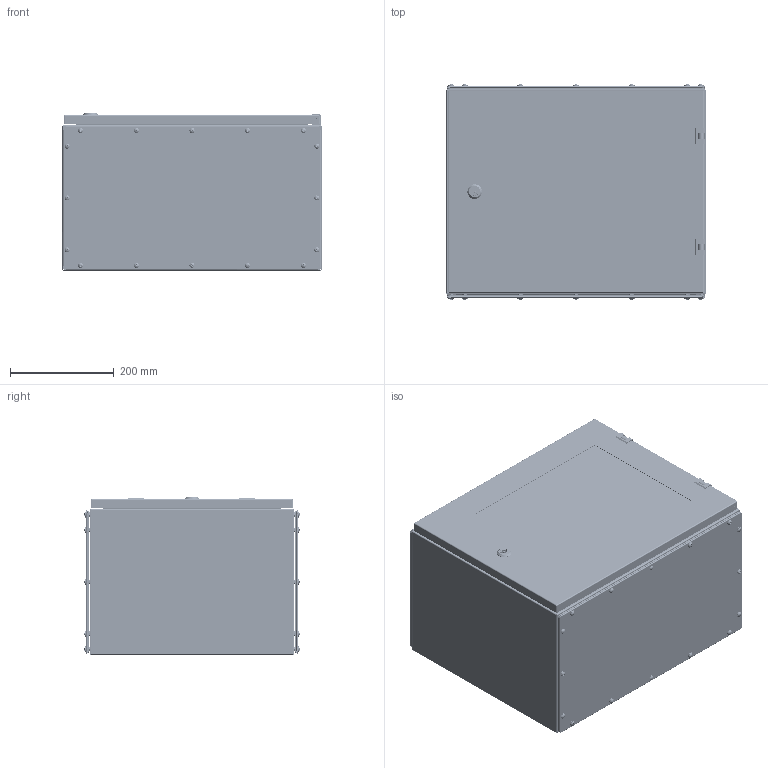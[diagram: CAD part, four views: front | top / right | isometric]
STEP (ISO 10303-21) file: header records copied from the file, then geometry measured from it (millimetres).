
FILE_DESCRIPTION (( 'STEP AP214' ), '1' );
FILE_NAME ('12.050.040.30.STEP', '2024-06-13T03:30:50', ( '' ), ( '' ), 'SwSTEP 2.0', 'SolidWorks 2021', '' );
FILE_SCHEMA (( 'AUTOMOTIVE_DESIGN' ));
Length unit declared in the file: millimetre
Products named in the file (29): Øïèëüêà ïðèâàðíàÿ Ì6õ15; Êîðïóñ øêàôà W500H400D300; ﾇ瑟鶴 ﾀﾑ ms1000-3M.stp; Ãàéêà M6 DIN6923.step; Êàðêàñ øêàôà W500H400D300; ﾄ粢鮱 W500H400; Ïåðåìû÷êà êàðêàñà W500; 砑鳧罻 W500; Ñòåêëÿííàÿ äâåðü ÑÁ W500H400; Ãàñêåòèíã W500H400; 嵑謺麃 檐; 8SJ_MS705_0510.stp; Âèíò DIN 967 Ì5õ16 ñ ïîëóêðóãëîé ãîëîâêîé ñ êðåñòîîáðàçíûì øëèöåì; 8SJ_MS705-1_0040.stp; Áîëò Ì6õ10 ñ øåñòèãðàííîé ãîëîâêîé ñ ïðåññøàéáîé; 417.540; Çàêëåïêà ðåçüáîâàÿ Ì5 øåñòèãðàííàÿ ñ óìåíüøåííûì áîðòîì; Çàêëåïêà ðåçüáîâàÿ Ì8 øåñòèãðàííàÿ ñ óìåíüøåííûì áîðòîì; Øïèëüêà ïðèâàðíàÿ Ì6õ20; 12.050.040.30; Øïèëüêà ïðèâàðíàÿ Ì6õ10; 8SJ_S1B_0001.stp; 砑鳧罻 H400; 8SJ_MS705_0760.stp; Ïðîêëàäêà êðûøêè W500D300; SW6X8.stp; 8SJ_MS705_0010.stp; 栺樏鋋 W500H400; 署赅 W500D300
Assembly tree (132 placements, depth 4):
  12.050.040.30
    Êàðêàñ øêàôà W500H400D300
      Êîðïóñ øêàôà W500H400D300
      Ïåðåìû÷êà êàðêàñà W500  x2
      Øïèëüêà ïðèâàðíàÿ Ì6õ15  x8
      Øïèëüêà ïðèâàðíàÿ Ì6õ20  x4
    署赅 W500D300  x2
    Ïðîêëàäêà êðûøêè W500D300  x2
    Ñòåêëÿííàÿ äâåðü ÑÁ W500H400
      ﾄ粢鮱 W500H400
      Ãàñêåòèíã W500H400
      ﾇ瑟鶴 ﾀﾑ ms1000-3M.stp
        8SJ_MS705_0010.stp
        8SJ_MS705_0510.stp
        8SJ_MS705_0760.stp
        8SJ_S1B_0001.stp
        8SJ_MS705-1_0040.stp
        SW6X8.stp
      Øïèëüêà ïðèâàðíàÿ Ì6õ10  x10
      栺樏鋋 W500H400
      Ãàéêà M6 DIN6923.step  x10
      砑鳧罻 H400  x2
      砑鳧罻 W500  x2
    嵑謺麃 檐  x2
    Áîëò Ì6õ10 ñ øåñòèãðàííîé ãîëîâêîé ñ ïðåññøàéáîé  x2
    Çàêëåïêà ðåçüáîâàÿ Ì5 øåñòèãðàííàÿ ñ óìåíüøåííûì áîðòîì  x32
    Âèíò DIN 967 Ì5õ16 ñ ïîëóêðóãëîé ãîëîâêîé ñ êðåñòîîáðàçíûì øëèöåì  x32
    Çàêëåïêà ðåçüáîâàÿ Ì8 øåñòèãðàííàÿ ñ óìåíüøåííûì áîðòîì  x4
    417.540
    Ãàéêà M6 DIN6923.step  x4
Bounding box: 500 x 415.17 x 304.65 mm (x, y, z)
Volume: 2047807.1 mm3; surface area: 2886794.1 mm2
Topology: 130 solids, 136 shells, 6698 faces, 16928 edges, 10597 vertices
Faces by surface type: plane 2885, cylinder 2378, bspline 502, cone 454, torus 359, sphere 120
Entity records: 90999 total; most frequent: CARTESIAN_POINT 44174, ORIENTED_EDGE 9986, DIRECTION 8393, EDGE_CURVE 4999, VERTEX_POINT 3089, AXIS2_PLACEMENT_3D 2798, VECTOR 2797, LINE 2797
